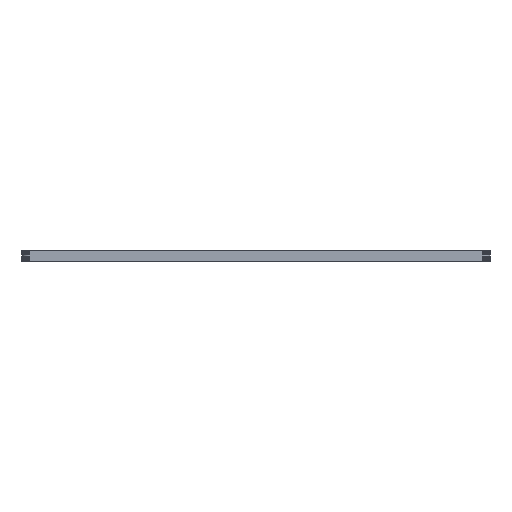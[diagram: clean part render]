
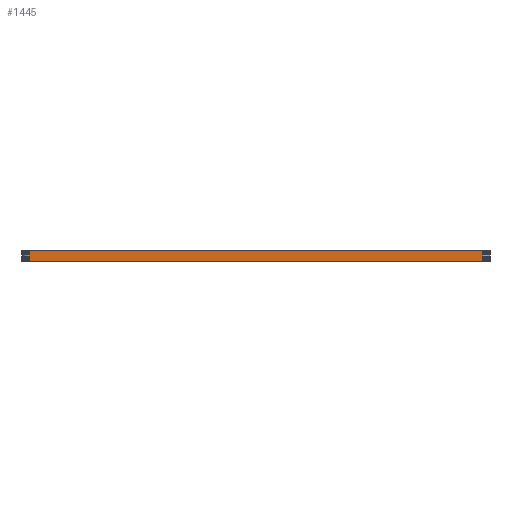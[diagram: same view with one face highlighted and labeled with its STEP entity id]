
A CAD part, left-side view. The second image highlights one B-rep face of the part: STEP entity #1445.
In plain terms, the highlighted planar face has unit normal (-1, 0, 0).
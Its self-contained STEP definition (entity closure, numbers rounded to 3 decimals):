
#69=PLANE('',#1570);
#139=FACE_OUTER_BOUND('',#209,.T.);
#209=EDGE_LOOP('',(#1144,#1145,#1146,#1147));
#355=LINE('',#2226,#527);
#356=LINE('',#2229,#528);
#357=LINE('',#2231,#529);
#358=LINE('',#2232,#530);
#527=VECTOR('',#1838,10.);
#528=VECTOR('',#1841,10.);
#529=VECTOR('',#1842,10.);
#530=VECTOR('',#1843,10.);
#722=VERTEX_POINT('',#2222);
#723=VERTEX_POINT('',#2224);
#724=VERTEX_POINT('',#2228);
#725=VERTEX_POINT('',#2230);
#899=EDGE_CURVE('',#722,#723,#355,.T.);
#900=EDGE_CURVE('',#724,#722,#356,.T.);
#901=EDGE_CURVE('',#725,#723,#357,.T.);
#902=EDGE_CURVE('',#724,#725,#358,.T.);
#1144=ORIENTED_EDGE('',*,*,#900,.T.);
#1145=ORIENTED_EDGE('',*,*,#899,.T.);
#1146=ORIENTED_EDGE('',*,*,#901,.F.);
#1147=ORIENTED_EDGE('',*,*,#902,.F.);
#1445=ADVANCED_FACE('',(#139),#69,.T.);
#1570=AXIS2_PLACEMENT_3D('',#2227,#1839,#1840);
#1838=DIRECTION('',(0.,0.,-1.));
#1839=DIRECTION('center_axis',(-1.,0.,0.));
#1840=DIRECTION('ref_axis',(0.,1.,0.));
#1841=DIRECTION('',(0.,1.,0.));
#1842=DIRECTION('',(0.,1.,0.));
#1843=DIRECTION('',(0.,0.,-1.));
#2222=CARTESIAN_POINT('',(33.545,-33.609,0.));
#2224=CARTESIAN_POINT('',(33.545,-33.609,-3.));
#2226=CARTESIAN_POINT('',(33.545,-33.609,0.));
#2227=CARTESIAN_POINT('Origin',(33.545,-160.609,0.));
#2228=CARTESIAN_POINT('',(33.545,-160.609,0.));
#2229=CARTESIAN_POINT('',(33.545,-160.609,0.));
#2230=CARTESIAN_POINT('',(33.545,-160.609,-3.));
#2231=CARTESIAN_POINT('',(33.545,-160.609,-3.));
#2232=CARTESIAN_POINT('',(33.545,-160.609,0.));
